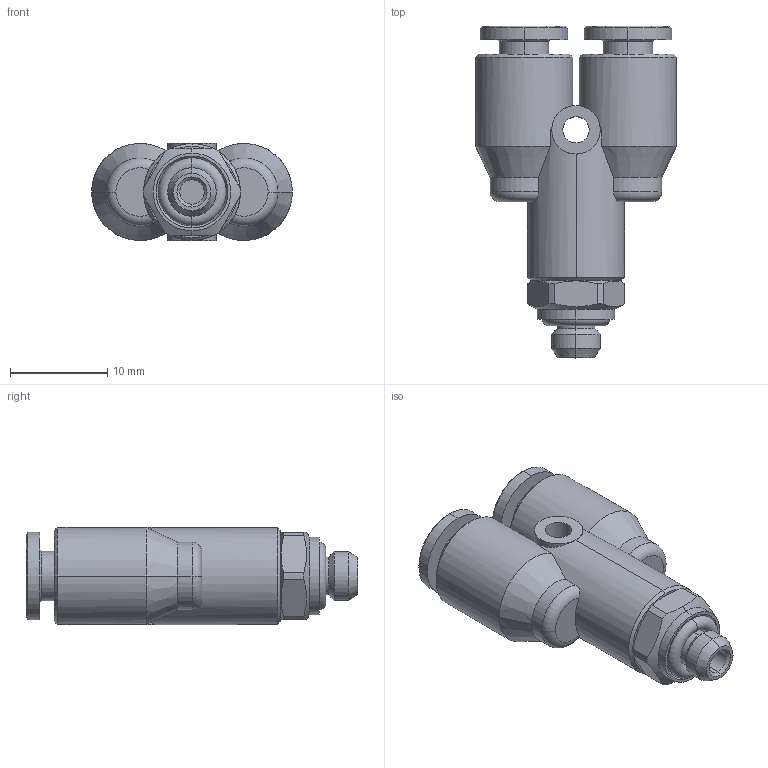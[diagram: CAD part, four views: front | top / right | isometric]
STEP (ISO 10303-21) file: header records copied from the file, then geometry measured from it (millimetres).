
FILE_DESCRIPTION (( 'STEP AP203' ), '1' );
FILE_NAME ('B0210010.STEP', '2012-08-24T15:14:57', ( 'UT1' ), ( 'sopra-pneumatic' ), 'SwSTEP 2.0', 'SolidWorks 2011', '' );
FILE_SCHEMA (( 'CONFIG_CONTROL_DESIGN' ));
Length unit declared in the file: millimetre
Products named in the file (1): B0210010
Bounding box: 20.7 x 34.2 x 10 mm (x, y, z)
Volume: 2967.4 mm3; surface area: 2645.6 mm2
Topology: 2 solids, 2 shells, 132 faces, 319 edges, 196 vertices
Faces by surface type: cylinder 50, plane 38, cone 36, torus 8
Entity records: 4166 total; most frequent: CARTESIAN_POINT 930, DIRECTION 707, ORIENTED_EDGE 638, EDGE_CURVE 319, AXIS2_PLACEMENT_3D 287, VERTEX_POINT 196, CIRCLE 154, EDGE_LOOP 145
